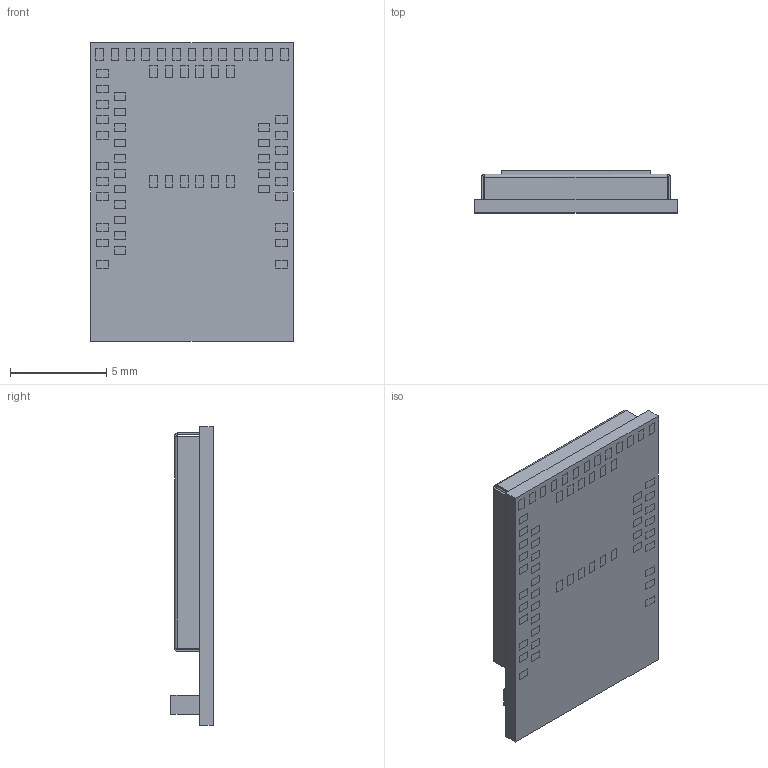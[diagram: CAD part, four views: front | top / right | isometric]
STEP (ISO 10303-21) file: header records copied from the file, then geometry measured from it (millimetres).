
FILE_DESCRIPTION(('FreeCAD Model'),'2;1');
FILE_NAME( 'MDBT50Q-1M.step' ,'2020-01-06T12:07:34',('Author'),(''), 'Open CASCADE STEP processor 7.3','FreeCAD','Unknown');
FILE_SCHEMA(('AUTOMOTIVE_DESIGN { 1 0 10303 214 1 1 1 1 }'));
Length unit declared in the file: millimetre
Products named in the file (1): MDBT50Q-1M
Bounding box: 10.5 x 2.2 x 15.5 mm (x, y, z)
Volume: 141.6 mm3; surface area: 702.9 mm2
Topology: 1 solids, 1 shells, 106 faces, 344 edges, 300 vertices
Faces by surface type: plane 90, cylinder 8, bspline 8
Entity records: 10281 total; most frequent: CARTESIAN_POINT 2647, DIRECTION 1166, LINE 968, VECTOR 968, ORIENTED_EDGE 688, PCURVE 688, DEFINITIONAL_REPRESENTATION 688, EDGE_CURVE 344
